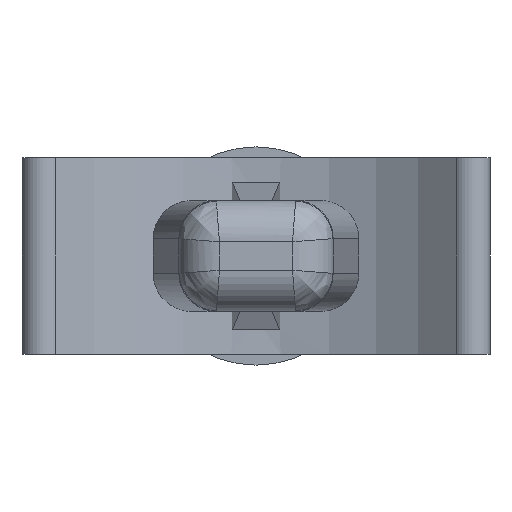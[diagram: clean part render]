
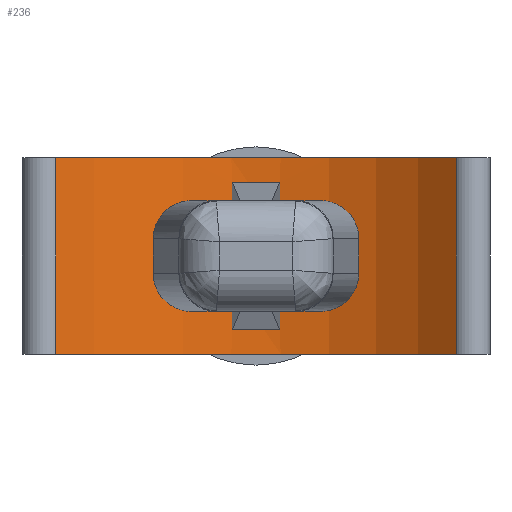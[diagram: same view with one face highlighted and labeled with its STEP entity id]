
A CAD part, front view. The second image highlights one B-rep face of the part: STEP entity #236.
In plain terms, the highlighted cylindrical face has radius 8.972 mm (diameter 17.943 mm), a partial arc.
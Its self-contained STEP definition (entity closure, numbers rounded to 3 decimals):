
#236 = ADVANCED_FACE( '', ( #557, #558 ), #559, .F. );
#557 = FACE_OUTER_BOUND( '', #1250, .T. );
#558 = FACE_BOUND( '', #1251, .T. );
#559 = CYLINDRICAL_SURFACE( '', #1252, 8.972 );
#1250 = EDGE_LOOP( '', ( #2571, #2572, #2573, #2574 ) );
#1251 = EDGE_LOOP( '', ( #2575, #2576, #2577, #2578 ) );
#1252 = AXIS2_PLACEMENT_3D( '', #2579, #2580, #2581 );
#2571 = ORIENTED_EDGE( '', *, *, #3549, .T. );
#2572 = ORIENTED_EDGE( '', *, *, #3550, .F. );
#2573 = ORIENTED_EDGE( '', *, *, #3551, .F. );
#2574 = ORIENTED_EDGE( '', *, *, #3552, .T. );
#2575 = ORIENTED_EDGE( '', *, *, #3553, .T. );
#2576 = ORIENTED_EDGE( '', *, *, #3372, .T. );
#2577 = ORIENTED_EDGE( '', *, *, #3554, .T. );
#2578 = ORIENTED_EDGE( '', *, *, #3555, .T. );
#2579 = CARTESIAN_POINT( '', ( 0., -12.172, 3.1 ) );
#2580 = DIRECTION( '', ( 0., 0., 1. ) );
#2581 = DIRECTION( '', ( -1., 0., 0. ) );
#3372 = EDGE_CURVE( '', #3837, #3838, #3839, .T. );
#3549 = EDGE_CURVE( '', #4133, #4134, #4135, .T. );
#3550 = EDGE_CURVE( '', #4136, #4134, #4137, .T. );
#3551 = EDGE_CURVE( '', #4138, #4136, #4139, .T. );
#3552 = EDGE_CURVE( '', #4138, #4133, #4140, .T. );
#3553 = EDGE_CURVE( '', #4141, #3837, #4142, .T. );
#3554 = EDGE_CURVE( '', #3838, #4143, #4144, .T. );
#3555 = EDGE_CURVE( '', #4143, #4141, #4145, .F. );
#3837 = VERTEX_POINT( '', #4488 );
#3838 = VERTEX_POINT( '', #4489 );
#3839 = LINE( '', #4490, #4491 );
#4133 = VERTEX_POINT( '', #4881 );
#4134 = VERTEX_POINT( '', #4882 );
#4135 = CIRCLE( '', #4883, 8.972 );
#4136 = VERTEX_POINT( '', #4884 );
#4137 = LINE( '', #4885, #4886 );
#4138 = VERTEX_POINT( '', #4887 );
#4139 = CIRCLE( '', #4888, 8.972 );
#4140 = LINE( '', #4889, #4890 );
#4141 = VERTEX_POINT( '', #4891 );
#4142 = CIRCLE( '', #4892, 8.972 );
#4143 = VERTEX_POINT( '', #4893 );
#4144 = CIRCLE( '', #4894, 8.972 );
#4145 = LINE( '', #4895, #4896 );
#4488 = CARTESIAN_POINT( '', ( 0.75, -3.231, 2.325 ) );
#4489 = CARTESIAN_POINT( '', ( 0.75, -3.231, -2.325 ) );
#4490 = CARTESIAN_POINT( '', ( 0.75, -3.231, 3.1 ) );
#4491 = VECTOR( '', #5330, 1000. );
#4881 = CARTESIAN_POINT( '', ( -6.334, -5.818, -3.1 ) );
#4882 = CARTESIAN_POINT( '', ( 6.334, -5.818, -3.1 ) );
#4883 = AXIS2_PLACEMENT_3D( '', #5565, #5566, #5567 );
#4884 = CARTESIAN_POINT( '', ( 6.334, -5.818, 3.1 ) );
#4885 = CARTESIAN_POINT( '', ( 6.334, -5.818, 3.1 ) );
#4886 = VECTOR( '', #5568, 1000. );
#4887 = CARTESIAN_POINT( '', ( -6.334, -5.818, 3.1 ) );
#4888 = AXIS2_PLACEMENT_3D( '', #5569, #5570, #5571 );
#4889 = CARTESIAN_POINT( '', ( -6.334, -5.818, 3.1 ) );
#4890 = VECTOR( '', #5572, 1000. );
#4891 = CARTESIAN_POINT( '', ( -0.75, -3.231, 2.325 ) );
#4892 = AXIS2_PLACEMENT_3D( '', #5573, #5574, #5575 );
#4893 = CARTESIAN_POINT( '', ( -0.75, -3.231, -2.325 ) );
#4894 = AXIS2_PLACEMENT_3D( '', #5576, #5577, #5578 );
#4895 = CARTESIAN_POINT( '', ( -0.75, -3.231, 3.1 ) );
#4896 = VECTOR( '', #5579, 1000. );
#5330 = DIRECTION( '', ( 0., 0., -1. ) );
#5565 = CARTESIAN_POINT( '', ( 0., -12.172, -3.1 ) );
#5566 = DIRECTION( '', ( 0., 0., -1. ) );
#5567 = DIRECTION( '', ( 1., 0., 0. ) );
#5568 = DIRECTION( '', ( 0., 0., -1. ) );
#5569 = CARTESIAN_POINT( '', ( 0., -12.172, 3.1 ) );
#5570 = DIRECTION( '', ( 0., 0., -1. ) );
#5571 = DIRECTION( '', ( 1., 0., 0. ) );
#5572 = DIRECTION( '', ( 0., 0., -1. ) );
#5573 = CARTESIAN_POINT( '', ( 0., -12.172, 2.325 ) );
#5574 = DIRECTION( '', ( 0., 0., -1. ) );
#5575 = DIRECTION( '', ( -1., 0., 0. ) );
#5576 = CARTESIAN_POINT( '', ( 0., -12.172, -2.325 ) );
#5577 = DIRECTION( '', ( 0., 0., 1. ) );
#5578 = DIRECTION( '', ( 1., 0., 0. ) );
#5579 = DIRECTION( '', ( 0., 0., -1. ) );
